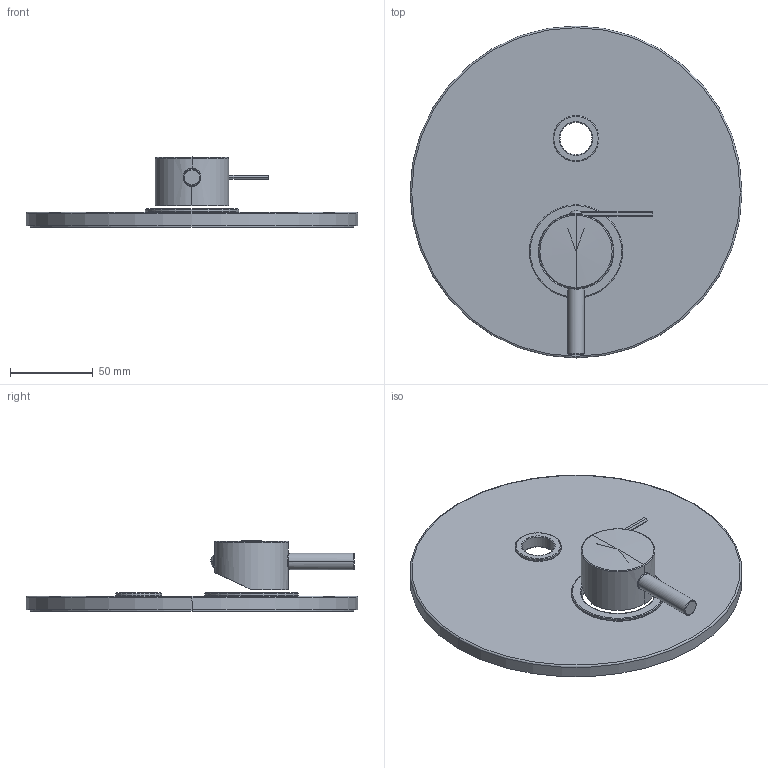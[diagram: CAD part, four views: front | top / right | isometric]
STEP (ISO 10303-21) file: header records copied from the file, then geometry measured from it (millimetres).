
FILE_DESCRIPTION((''),'2;1');
FILE_NAME('LIG015CREST_ASM','2021-02-01T17:20:26',('stefano.gianpani'),('PAFFONI SpA'),'CREO PARAMETRIC BY PTC INC, 2020044','CREO PARAMETRIC BY PTC INC, 2020044','');
FILE_SCHEMA(('CONFIG_CONTROL_DESIGN','SHAPE_APPEARANCE_LAYERS_GROUPS'));
Length unit declared in the file: millimetre
Products named in the file (10): 4111156CR; 592305004A2; TCF0691105CR; CHBR25; 8001128_ASM; 4061240CR; 2091129-F; 2091408; 2091267; LIG015CREST_ASM
Assembly tree (9 placements, depth 3):
  LIG015CREST_ASM
    4111156CR
    8001128_ASM
      592305004A2
      TCF0691105CR
      CHBR25
    4061240CR
    2091129-F
    2091408
    2091267
Bounding box: 200 x 200 x 42.39 mm (x, y, z)
Volume: 162525 mm3; surface area: 121105.7 mm2
Topology: 8 solids, 10 shells, 244 faces, 545 edges, 320 vertices
Faces by surface type: plane 67, cylinder 64, torus 50, cone 23, bspline 22, sphere 18
Entity records: 9906 total; most frequent: CARTESIAN_POINT 2532, DIRECTION 1258, ORIENTED_EDGE 1074, PRESENTATION_STYLE_ASSIGNMENT 551, STYLED_ITEM 551, CURVE_STYLE 541, EDGE_CURVE 541, AXIS2_PLACEMENT_3D 533
